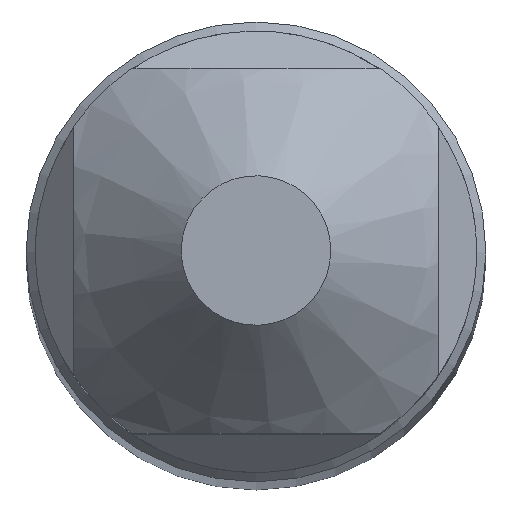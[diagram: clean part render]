
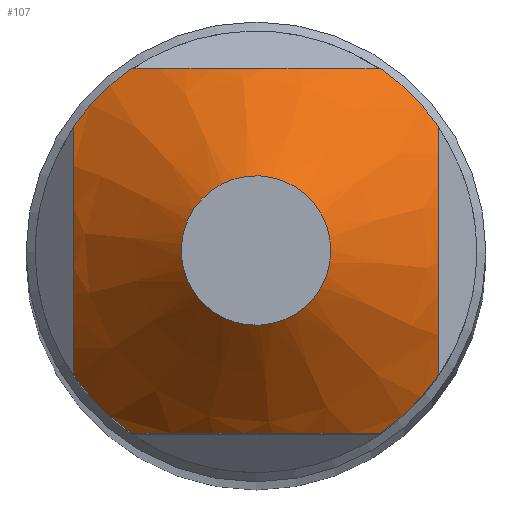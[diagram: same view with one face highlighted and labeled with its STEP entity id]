
A CAD part, top view. The second image highlights one B-rep face of the part: STEP entity #107.
In plain terms, the highlighted conical face has half-angle 45 degrees and reference radius 0.512 mm.
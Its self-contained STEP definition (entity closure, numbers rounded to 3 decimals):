
#43=CONICAL_SURFACE('',#375,0.512,45.);
#107=ADVANCED_FACE('',(#126,#127),#43,.T.);
#126=FACE_BOUND('',#151,.T.);
#127=FACE_BOUND('',#152,.T.);
#151=EDGE_LOOP('',(#191));
#152=EDGE_LOOP('',(#192,#193,#194,#195,#196,#197,#198,#199));
#191=ORIENTED_EDGE('',*,*,#264,.F.);
#192=ORIENTED_EDGE('',*,*,#280,.T.);
#193=ORIENTED_EDGE('',*,*,#281,.T.);
#194=ORIENTED_EDGE('',*,*,#282,.T.);
#195=ORIENTED_EDGE('',*,*,#268,.T.);
#196=ORIENTED_EDGE('',*,*,#283,.T.);
#197=ORIENTED_EDGE('',*,*,#273,.T.);
#198=ORIENTED_EDGE('',*,*,#284,.T.);
#199=ORIENTED_EDGE('',*,*,#278,.T.);
#238=VERTEX_POINT('',#519);
#241=VERTEX_POINT('',#527);
#242=VERTEX_POINT('',#534);
#245=VERTEX_POINT('',#543);
#246=VERTEX_POINT('',#550);
#249=VERTEX_POINT('',#559);
#250=VERTEX_POINT('',#566);
#251=VERTEX_POINT('',#570);
#252=VERTEX_POINT('',#577);
#264=EDGE_CURVE('',#238,#238,#297,.T.);
#268=EDGE_CURVE('',#242,#241,#315,.T.);
#273=EDGE_CURVE('',#246,#245,#316,.T.);
#278=EDGE_CURVE('',#250,#249,#317,.T.);
#280=EDGE_CURVE('',#249,#251,#298,.T.);
#281=EDGE_CURVE('',#251,#252,#318,.T.);
#282=EDGE_CURVE('',#252,#242,#299,.T.);
#283=EDGE_CURVE('',#241,#246,#300,.T.);
#284=EDGE_CURVE('',#245,#250,#301,.T.);
#297=CIRCLE('',#360,0.512);
#298=CIRCLE('',#371,1.512);
#299=CIRCLE('',#372,1.512);
#300=CIRCLE('',#373,1.512);
#301=CIRCLE('',#374,1.512);
#315=B_SPLINE_CURVE_WITH_KNOTS('',3,(#528,#529,#530,#531,#532,#533),
 .UNSPECIFIED.,.F.,.F.,(4,2,4),(0.,0.5,1.),.UNSPECIFIED.);
#316=B_SPLINE_CURVE_WITH_KNOTS('',3,(#544,#545,#546,#547,#548,#549),
 .UNSPECIFIED.,.F.,.F.,(4,2,4),(0.,0.5,1.),.UNSPECIFIED.);
#317=B_SPLINE_CURVE_WITH_KNOTS('',3,(#560,#561,#562,#563,#564,#565),
 .UNSPECIFIED.,.F.,.F.,(4,2,4),(0.,0.5,1.),.UNSPECIFIED.);
#318=B_SPLINE_CURVE_WITH_KNOTS('',3,(#571,#572,#573,#574,#575,#576),
 .UNSPECIFIED.,.F.,.F.,(4,2,4),(0.,0.5,1.),.UNSPECIFIED.);
#360=AXIS2_PLACEMENT_3D('',#518,#411,#412);
#371=AXIS2_PLACEMENT_3D('',#569,#442,#443);
#372=AXIS2_PLACEMENT_3D('',#578,#444,#445);
#373=AXIS2_PLACEMENT_3D('',#579,#446,#447);
#374=AXIS2_PLACEMENT_3D('',#580,#448,#449);
#375=AXIS2_PLACEMENT_3D('',#581,#450,#451);
#411=DIRECTION('',(0.,0.,1.));
#412=DIRECTION('',(1.,0.,0.));
#442=DIRECTION('',(0.,0.,1.));
#443=DIRECTION('',(-1.,0.,0.));
#444=DIRECTION('',(0.,0.,1.));
#445=DIRECTION('',(-1.,0.,0.));
#446=DIRECTION('',(0.,0.,1.));
#447=DIRECTION('',(-1.,0.,0.));
#448=DIRECTION('',(0.,0.,1.));
#449=DIRECTION('',(-1.,0.,0.));
#450=DIRECTION('',(0.,0.,-1.));
#451=DIRECTION('',(-1.,0.,0.));
#518=CARTESIAN_POINT('',(0.,0.,0.));
#519=CARTESIAN_POINT('',(0.512,0.,0.));
#527=CARTESIAN_POINT('',(-0.851,1.25,-1.));
#528=CARTESIAN_POINT('',(0.851,1.25,-1.));
#529=CARTESIAN_POINT('',(0.589,1.25,-0.853));
#530=CARTESIAN_POINT('',(0.299,1.25,-0.738));
#531=CARTESIAN_POINT('',(-0.299,1.25,-0.738));
#532=CARTESIAN_POINT('',(-0.589,1.25,-0.853));
#533=CARTESIAN_POINT('',(-0.851,1.25,-1.));
#534=CARTESIAN_POINT('',(0.851,1.25,-1.));
#543=CARTESIAN_POINT('',(-1.25,-0.851,-1.));
#544=CARTESIAN_POINT('',(-1.25,0.851,-1.));
#545=CARTESIAN_POINT('',(-1.25,0.589,-0.853));
#546=CARTESIAN_POINT('',(-1.25,0.299,-0.738));
#547=CARTESIAN_POINT('',(-1.25,-0.299,-0.738));
#548=CARTESIAN_POINT('',(-1.25,-0.589,-0.853));
#549=CARTESIAN_POINT('',(-1.25,-0.851,-1.));
#550=CARTESIAN_POINT('',(-1.25,0.851,-1.));
#559=CARTESIAN_POINT('',(0.851,-1.25,-1.));
#560=CARTESIAN_POINT('',(-0.851,-1.25,-1.));
#561=CARTESIAN_POINT('',(-0.589,-1.25,-0.853));
#562=CARTESIAN_POINT('',(-0.299,-1.25,-0.738));
#563=CARTESIAN_POINT('',(0.299,-1.25,-0.738));
#564=CARTESIAN_POINT('',(0.589,-1.25,-0.853));
#565=CARTESIAN_POINT('',(0.851,-1.25,-1.));
#566=CARTESIAN_POINT('',(-0.851,-1.25,-1.));
#569=CARTESIAN_POINT('',(0.,0.,-1.));
#570=CARTESIAN_POINT('',(1.25,-0.851,-1.));
#571=CARTESIAN_POINT('',(1.25,-0.851,-1.));
#572=CARTESIAN_POINT('',(1.25,-0.589,-0.853));
#573=CARTESIAN_POINT('',(1.25,-0.299,-0.738));
#574=CARTESIAN_POINT('',(1.25,0.299,-0.738));
#575=CARTESIAN_POINT('',(1.25,0.589,-0.853));
#576=CARTESIAN_POINT('',(1.25,0.851,-1.));
#577=CARTESIAN_POINT('',(1.25,0.851,-1.));
#578=CARTESIAN_POINT('',(0.,0.,-1.));
#579=CARTESIAN_POINT('',(0.,0.,-1.));
#580=CARTESIAN_POINT('',(0.,0.,-1.));
#581=CARTESIAN_POINT('',(0.,0.,0.));
